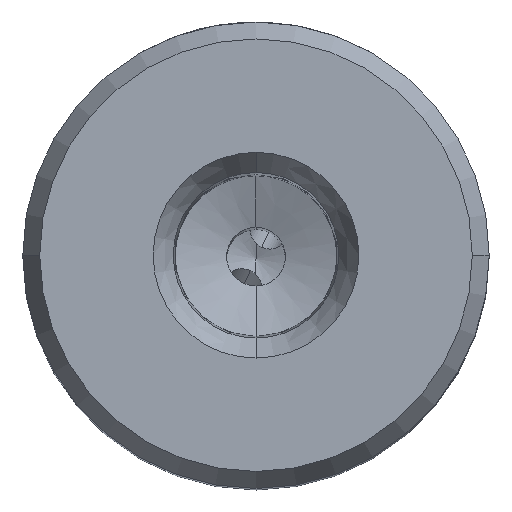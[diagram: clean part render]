
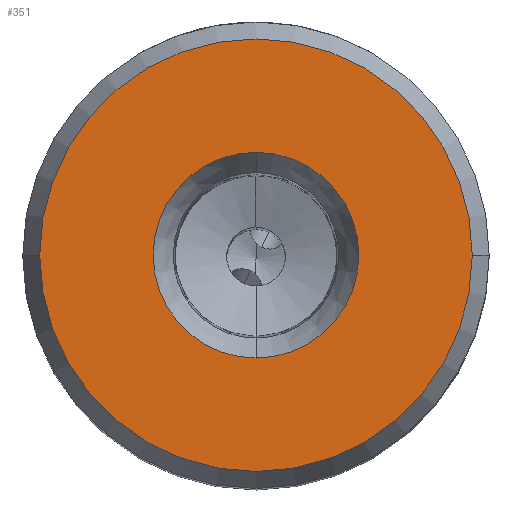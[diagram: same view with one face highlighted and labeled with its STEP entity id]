
A CAD part, top view. The second image highlights one B-rep face of the part: STEP entity #351.
In plain terms, the highlighted planar face has unit normal (0, 0, 1).
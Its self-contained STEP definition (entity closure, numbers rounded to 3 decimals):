
#44=FACE_BOUND('',#664,.T.);
#45=FACE_BOUND('',#665,.T.);
#194=CIRCLE('',#2995,7.);
#217=CIRCLE('',#3059,14.72);
#218=CIRCLE('',#3061,14.72);
#219=CIRCLE('',#3063,7.);
#351=ADVANCED_FACE('',(#44,#45),#439,.T.);
#439=PLANE('',#3064);
#664=EDGE_LOOP('',(#1304,#1305));
#665=EDGE_LOOP('',(#1306,#1307));
#1304=ORIENTED_EDGE('',*,*,#2182,.T.);
#1305=ORIENTED_EDGE('',*,*,#2383,.T.);
#1306=ORIENTED_EDGE('',*,*,#2379,.T.);
#1307=ORIENTED_EDGE('',*,*,#2382,.T.);
#1858=VERTEX_POINT('',#3947);
#1861=VERTEX_POINT('',#3952);
#2001=VERTEX_POINT('',#7701);
#2002=VERTEX_POINT('',#7702);
#2182=EDGE_CURVE('',#1858,#1861,#194,.T.);
#2379=EDGE_CURVE('',#2001,#2002,#217,.T.);
#2382=EDGE_CURVE('',#2002,#2001,#218,.T.);
#2383=EDGE_CURVE('',#1861,#1858,#219,.T.);
#2995=AXIS2_PLACEMENT_3D('',#3953,#3259,#3260);
#3059=AXIS2_PLACEMENT_3D('',#7700,#3403,#3404);
#3061=AXIS2_PLACEMENT_3D('',#7706,#3409,#3410);
#3063=AXIS2_PLACEMENT_3D('',#7708,#3413,#3414);
#3064=AXIS2_PLACEMENT_3D('',#7709,#3415,#3416);
#3259=DIRECTION('',(0.,0.,-1.));
#3260=DIRECTION('',(0.,-1.,0.));
#3403=DIRECTION('',(0.,0.,1.));
#3404=DIRECTION('',(-1.,0.,0.));
#3409=DIRECTION('',(0.,0.,1.));
#3410=DIRECTION('',(1.,0.,0.));
#3413=DIRECTION('',(0.,0.,-1.));
#3414=DIRECTION('',(0.,1.,0.));
#3415=DIRECTION('',(0.,0.,1.));
#3416=DIRECTION('',(-1.,0.,0.));
#3947=CARTESIAN_POINT('',(0.,-7.,30.2));
#3952=CARTESIAN_POINT('',(0.,7.,30.2));
#3953=CARTESIAN_POINT('',(0.,0.,30.2));
#7700=CARTESIAN_POINT('',(0.,0.,30.2));
#7701=CARTESIAN_POINT('',(-14.72,0.,30.2));
#7702=CARTESIAN_POINT('',(14.72,0.,30.2));
#7706=CARTESIAN_POINT('',(0.,0.,30.2));
#7708=CARTESIAN_POINT('',(0.,0.,30.2));
#7709=CARTESIAN_POINT('',(0.,0.,30.2));
